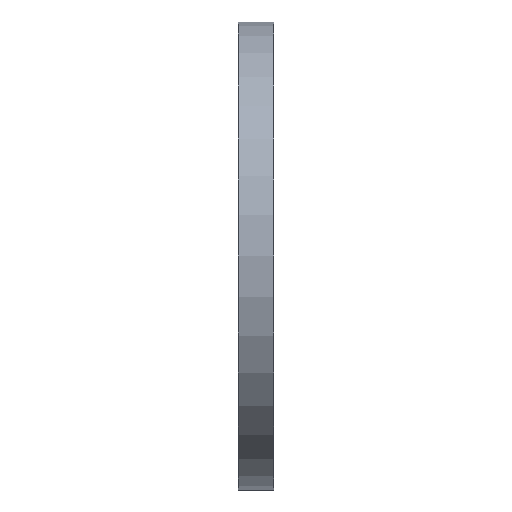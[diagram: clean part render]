
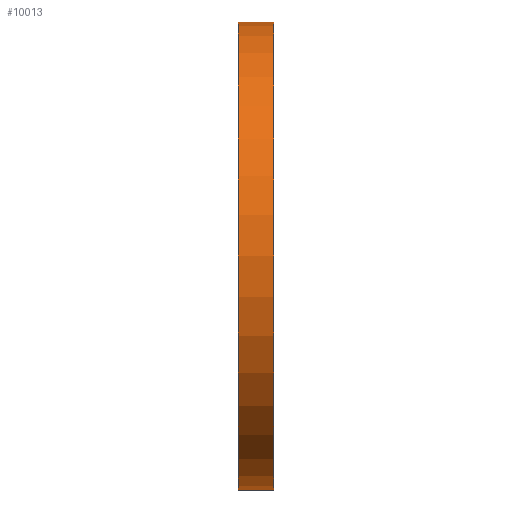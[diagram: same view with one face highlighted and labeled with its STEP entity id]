
A CAD part, left-side view. The second image highlights one B-rep face of the part: STEP entity #10013.
In plain terms, the highlighted cylindrical face has radius 40 mm (diameter 80 mm), a partial arc.
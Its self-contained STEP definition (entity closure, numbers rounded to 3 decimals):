
#131 = CIRCLE ( 'NONE', #626, 40. ) ;
#619 = EDGE_CURVE ( 'NONE', #14766, #10004, #131, .T. ) ;
#626 = AXIS2_PLACEMENT_3D ( 'NONE', #8235, #14060, #11654 ) ;
#3282 = EDGE_CURVE ( 'NONE', #14766, #7662, #9432, .T. ) ;
#3291 = CARTESIAN_POINT ( 'NONE',  ( 0., 6., 0. ) ) ;
#3362 = DIRECTION ( 'NONE',  ( 0., -1., 0. ) ) ;
#3460 = VECTOR ( 'NONE', #6257, 1000. ) ;
#5181 = CYLINDRICAL_SURFACE ( 'NONE', #7629, 40. ) ;
#5198 = CARTESIAN_POINT ( 'NONE',  ( 0., 6., 40. ) ) ;
#5216 = CARTESIAN_POINT ( 'NONE',  ( 0., 6., 40. ) ) ;
#6025 = VERTEX_POINT ( 'NONE', #7717 ) ;
#6257 = DIRECTION ( 'NONE',  ( 0., -1., 0. ) ) ;
#6930 = CARTESIAN_POINT ( 'NONE',  ( 0., 0., -40. ) ) ;
#7178 = CARTESIAN_POINT ( 'NONE',  ( 0., 0., 0. ) ) ;
#7547 = DIRECTION ( 'NONE',  ( 0., -1., 0. ) ) ;
#7629 = AXIS2_PLACEMENT_3D ( 'NONE', #3291, #7547, #9783 ) ;
#7662 = VERTEX_POINT ( 'NONE', #6930 ) ;
#7717 = CARTESIAN_POINT ( 'NONE',  ( 0., 0., 40. ) ) ;
#7829 = CARTESIAN_POINT ( 'NONE',  ( 0., 6., -40. ) ) ;
#7915 = EDGE_CURVE ( 'NONE', #10004, #6025, #11904, .T. ) ;
#8209 = VECTOR ( 'NONE', #3362, 1000. ) ;
#8235 = CARTESIAN_POINT ( 'NONE',  ( 0., 6., 0. ) ) ;
#8239 = ORIENTED_EDGE ( 'NONE', *, *, #7915, .F. ) ;
#8285 = DIRECTION ( 'NONE',  ( 0., 0., 1. ) ) ;
#8613 = FACE_OUTER_BOUND ( 'NONE', #12648, .T. ) ;
#9432 = LINE ( 'NONE', #10993, #8209 ) ;
#9783 = DIRECTION ( 'NONE',  ( 0., 0., -1. ) ) ;
#10004 = VERTEX_POINT ( 'NONE', #5216 ) ;
#10013 = ADVANCED_FACE ( 'NONE', ( #8613 ), #5181, .T. ) ;
#10263 = ORIENTED_EDGE ( 'NONE', *, *, #3282, .T. ) ;
#10465 = ORIENTED_EDGE ( 'NONE', *, *, #11950, .T. ) ;
#10594 = ORIENTED_EDGE ( 'NONE', *, *, #619, .F. ) ;
#10993 = CARTESIAN_POINT ( 'NONE',  ( 0., 6., -40. ) ) ;
#11654 = DIRECTION ( 'NONE',  ( 0., 0., 1. ) ) ;
#11656 = DIRECTION ( 'NONE',  ( 0., 1., 0. ) ) ;
#11904 = LINE ( 'NONE', #5198, #3460 ) ;
#11950 = EDGE_CURVE ( 'NONE', #7662, #6025, #14157, .T. ) ;
#12648 = EDGE_LOOP ( 'NONE', ( #8239, #10594, #10263, #10465 ) ) ;
#14060 = DIRECTION ( 'NONE',  ( 0., 1., 0. ) ) ;
#14157 = CIRCLE ( 'NONE', #14265, 40. ) ;
#14265 = AXIS2_PLACEMENT_3D ( 'NONE', #7178, #11656, #8285 ) ;
#14766 = VERTEX_POINT ( 'NONE', #7829 ) ;
